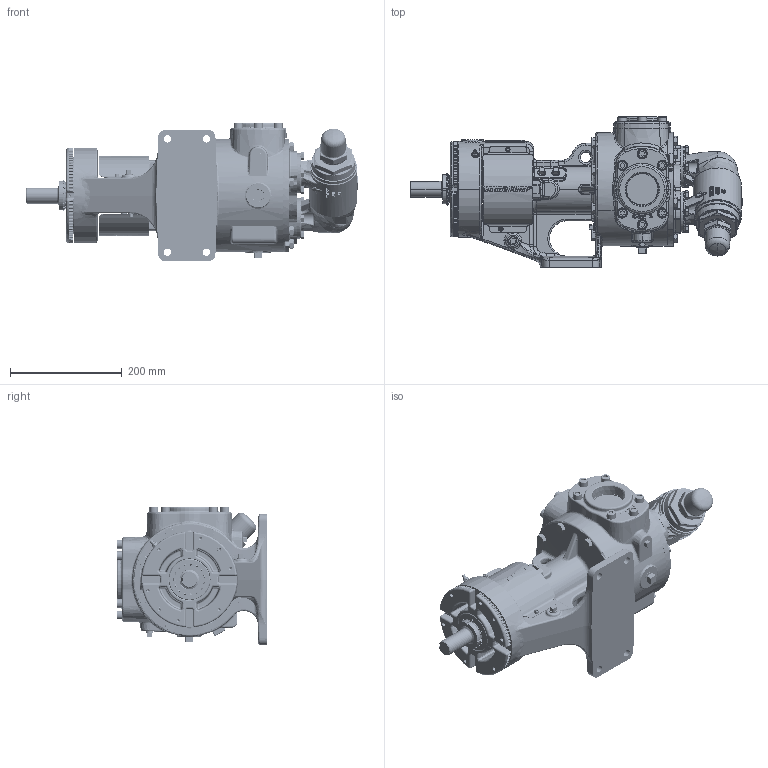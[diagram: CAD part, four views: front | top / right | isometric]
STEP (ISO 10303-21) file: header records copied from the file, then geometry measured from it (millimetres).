
FILE_DESCRIPTION (( 'STEP AP214' ), '1' );
FILE_NAME ('KV-2640.STEP', '2024-04-02T21:28:22', ( '' ), ( '' ), 'SwSTEP 2.0', 'SolidWorks 2022', '' );
FILE_SCHEMA (( 'AUTOMOTIVE_DESIGN' ));
Length unit declared in the file: inch
Products named in the file (1): KV-2640
Bounding box: 594.8 x 269.94 x 247.71 mm (x, y, z)
Volume: 9679867.5 mm3; surface area: 718945.9 mm2
Topology: 3 solids, 3 shells, 5925 faces, 14788 edges, 9057 vertices
Faces by surface type: bspline 1940, plane 1843, cone 937, cylinder 852, torus 216, sphere 137
Entity records: 348962 total; most frequent: CARTESIAN_POINT 146736, ORIENTED_EDGE 29298, DIRECTION 21191, EDGE_CURVE 14649, VERTEX_POINT 9046, AXIS2_PLACEMENT_3D 7971, EDGE_LOOP 6295, LENGTH_MEASURE_WITH_UNIT 5930
